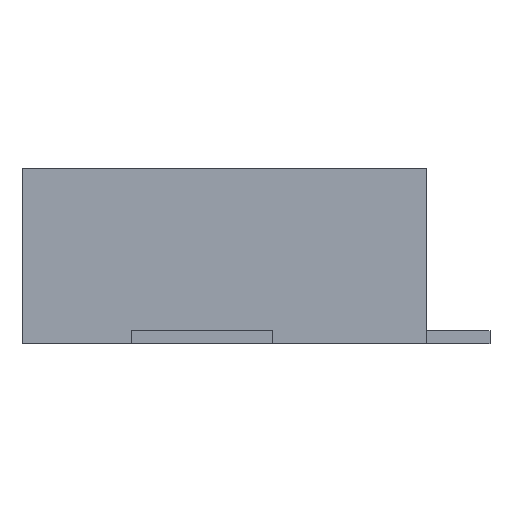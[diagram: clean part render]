
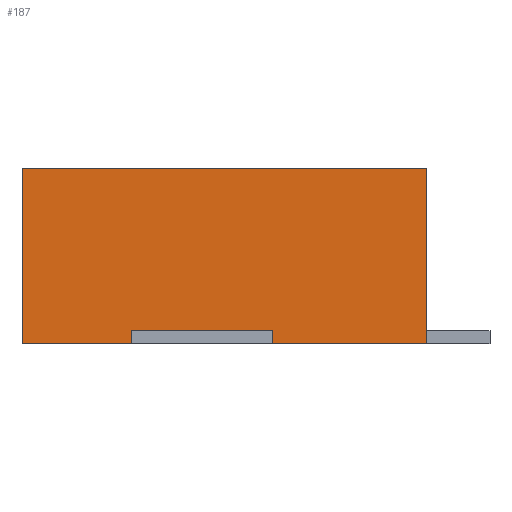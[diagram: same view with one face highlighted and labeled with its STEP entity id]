
A CAD part, front view. The second image highlights one B-rep face of the part: STEP entity #187.
In plain terms, the highlighted planar face has unit normal (0, -1, 0).
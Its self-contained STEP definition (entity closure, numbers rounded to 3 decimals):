
#111 = EDGE_CURVE('',#112,#114,#116,.T.);
#112 = VERTEX_POINT('',#113);
#113 = CARTESIAN_POINT('',(0.,0.,0.));
#114 = VERTEX_POINT('',#115);
#115 = CARTESIAN_POINT('',(0.,0.,2.));
#116 = LINE('',#117,#118);
#117 = CARTESIAN_POINT('',(0.,0.,0.));
#118 = VECTOR('',#119,1.);
#119 = DIRECTION('',(0.,0.,1.));
#151 = EDGE_CURVE('',#152,#154,#156,.T.);
#152 = VERTEX_POINT('',#153);
#153 = CARTESIAN_POINT('',(4.6,0.,0.));
#154 = VERTEX_POINT('',#155);
#155 = CARTESIAN_POINT('',(4.6,0.,2.));
#156 = LINE('',#157,#158);
#157 = CARTESIAN_POINT('',(4.6,0.,0.));
#158 = VECTOR('',#159,1.);
#159 = DIRECTION('',(0.,0.,1.));
#187 = ADVANCED_FACE('',(#188),#204,.F.);
#188 = FACE_BOUND('',#189,.F.);
#189 = EDGE_LOOP('',(#190,#196,#197,#203));
#190 = ORIENTED_EDGE('',*,*,#191,.F.);
#191 = EDGE_CURVE('',#112,#152,#192,.T.);
#192 = LINE('',#193,#194);
#193 = CARTESIAN_POINT('',(0.,0.,0.));
#194 = VECTOR('',#195,1.);
#195 = DIRECTION('',(1.,0.,-0.));
#196 = ORIENTED_EDGE('',*,*,#111,.T.);
#197 = ORIENTED_EDGE('',*,*,#198,.T.);
#198 = EDGE_CURVE('',#114,#154,#199,.T.);
#199 = LINE('',#200,#201);
#200 = CARTESIAN_POINT('',(0.,0.,2.));
#201 = VECTOR('',#202,1.);
#202 = DIRECTION('',(1.,0.,-0.));
#203 = ORIENTED_EDGE('',*,*,#151,.F.);
#204 = PLANE('',#205);
#205 = AXIS2_PLACEMENT_3D('',#206,#207,#208);
#206 = CARTESIAN_POINT('',(0.,0.,0.));
#207 = DIRECTION('',(-0.,1.,0.));
#208 = DIRECTION('',(0.,0.,1.));
